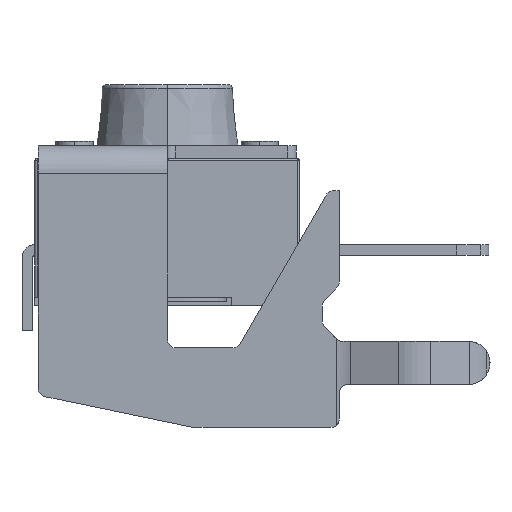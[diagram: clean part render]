
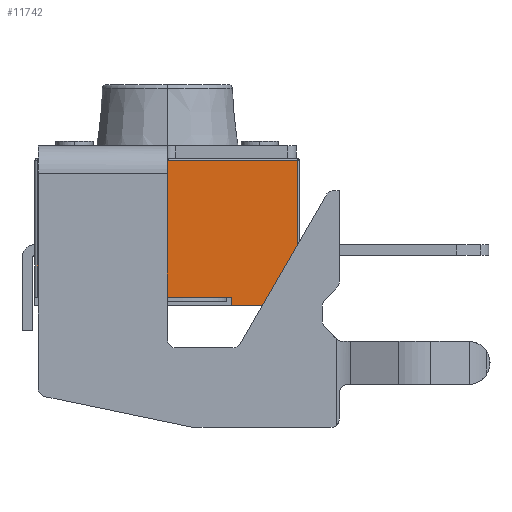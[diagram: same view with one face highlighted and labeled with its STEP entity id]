
A CAD part, left-side view. The second image highlights one B-rep face of the part: STEP entity #11742.
In plain terms, the highlighted planar face has unit normal (-1, 0, 0).
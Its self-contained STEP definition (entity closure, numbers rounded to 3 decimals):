
#8048 = CARTESIAN_POINT ( 'NONE',  ( -3.075, 2.51, -0.97 ) ) ;
#8203 = DIRECTION ( 'NONE',  ( 0., -1., 0. ) ) ;
#8204 = VECTOR ( 'NONE', #8203, 1000. ) ;
#8205 = CARTESIAN_POINT ( 'NONE',  ( -3.075, 7.075, -0.97 ) ) ;
#8206 = LINE ( 'NONE', #8205, #8204 ) ;
#8298 = CARTESIAN_POINT ( 'NONE',  ( -3.075, 5.49, -0.97 ) ) ;
#9060 = CARTESIAN_POINT ( 'NONE',  ( -3.075, 6.65, -0.97 ) ) ;
#9061 = CARTESIAN_POINT ( 'NONE',  ( -3.075, 7.025, -0.97 ) ) ;
#9062 = DIRECTION ( 'NONE',  ( 0., -1., 0. ) ) ;
#9063 = VECTOR ( 'NONE', #9062, 1000. ) ;
#9064 = CARTESIAN_POINT ( 'NONE',  ( -3.075, 7.075, -0.97 ) ) ;
#9065 = LINE ( 'NONE', #9064, #9063 ) ;
#9114 = FACE_OUTER_BOUND ( 'NONE', #11743, .T. ) ;
#9115 = CARTESIAN_POINT ( 'NONE',  ( -3.075, 1.35, -0.97 ) ) ;
#9116 = DIRECTION ( 'NONE',  ( 0., -1., 0. ) ) ;
#9117 = VECTOR ( 'NONE', #9116, 1000. ) ;
#9118 = CARTESIAN_POINT ( 'NONE',  ( -3.075, 7.075, -0.97 ) ) ;
#9119 = LINE ( 'NONE', #9118, #9117 ) ;
#9120 = CARTESIAN_POINT ( 'NONE',  ( -3.075, 0.975, -0.97 ) ) ;
#9137 = CARTESIAN_POINT ( 'NONE',  ( -3.075, 6.65, -1.17 ) ) ;
#9138 = DIRECTION ( 'NONE',  ( 0., 0., -1. ) ) ;
#9139 = VECTOR ( 'NONE', #9138, 1000. ) ;
#9140 = CARTESIAN_POINT ( 'NONE',  ( -3.075, 7.025, -0.97 ) ) ;
#9141 = LINE ( 'NONE', #9140, #9139 ) ;
#9142 = CARTESIAN_POINT ( 'NONE',  ( -3.075, 7.025, 2.2 ) ) ;
#9143 = DIRECTION ( 'NONE',  ( 0., 1., 0. ) ) ;
#9144 = VECTOR ( 'NONE', #9143, 1000. ) ;
#9145 = CARTESIAN_POINT ( 'NONE',  ( -3.075, 7.075, 2.2 ) ) ;
#9146 = LINE ( 'NONE', #9145, #9144 ) ;
#9147 = CARTESIAN_POINT ( 'NONE',  ( -3.075, 0.975, 2.2 ) ) ;
#9148 = DIRECTION ( 'NONE',  ( 0., 0., 1. ) ) ;
#9149 = VECTOR ( 'NONE', #9148, 1000. ) ;
#9150 = CARTESIAN_POINT ( 'NONE',  ( -3.075, 0.975, -0.97 ) ) ;
#9151 = DIRECTION ( 'NONE',  ( 0., 0., 1. ) ) ;
#9152 = DIRECTION ( 'NONE',  ( -1., 0., 0. ) ) ;
#9153 = CARTESIAN_POINT ( 'NONE',  ( -3.075, 7.075, -0.97 ) ) ;
#9154 = AXIS2_PLACEMENT_3D ( 'NONE', #9153, #9152, #9151 ) ;
#9155 = LINE ( 'NONE', #9150, #9149 ) ;
#9156 = PLANE ( 'NONE',  #9154 ) ;
#9237 = DIRECTION ( 'NONE',  ( 0., 0., 1. ) ) ;
#9238 = VECTOR ( 'NONE', #9237, 1000. ) ;
#9239 = CARTESIAN_POINT ( 'NONE',  ( -3.075, 1.35, -1.17 ) ) ;
#9240 = LINE ( 'NONE', #9239, #9238 ) ;
#9253 = CARTESIAN_POINT ( 'NONE',  ( -3.075, 5.49, -1.17 ) ) ;
#9254 = DIRECTION ( 'NONE',  ( 0., 1., 0. ) ) ;
#9255 = VECTOR ( 'NONE', #9254, 1000. ) ;
#9256 = CARTESIAN_POINT ( 'NONE',  ( -3.075, 6.65, -1.17 ) ) ;
#9257 = LINE ( 'NONE', #9256, #9255 ) ;
#9258 = DIRECTION ( 'NONE',  ( 0., 0., 1. ) ) ;
#9259 = VECTOR ( 'NONE', #9258, 1000. ) ;
#9260 = CARTESIAN_POINT ( 'NONE',  ( -3.075, 6.65, -1.17 ) ) ;
#9261 = LINE ( 'NONE', #9260, #9259 ) ;
#9298 = CARTESIAN_POINT ( 'NONE',  ( -3.075, 1.35, -1.17 ) ) ;
#9299 = DIRECTION ( 'NONE',  ( 0., 1., 0. ) ) ;
#9300 = VECTOR ( 'NONE', #9299, 1000. ) ;
#9301 = CARTESIAN_POINT ( 'NONE',  ( -3.075, 1.35, -1.17 ) ) ;
#9302 = LINE ( 'NONE', #9301, #9300 ) ;
#9303 = CARTESIAN_POINT ( 'NONE',  ( -3.075, 2.51, -1.17 ) ) ;
#9304 = DIRECTION ( 'NONE',  ( 0., 0., 1. ) ) ;
#9305 = VECTOR ( 'NONE', #9304, 1000. ) ;
#9306 = CARTESIAN_POINT ( 'NONE',  ( -3.075, 2.51, -1.17 ) ) ;
#9307 = LINE ( 'NONE', #9306, #9305 ) ;
#9308 = DIRECTION ( 'NONE',  ( 0., 0., 1. ) ) ;
#9309 = VECTOR ( 'NONE', #9308, 1000. ) ;
#9310 = CARTESIAN_POINT ( 'NONE',  ( -3.075, 5.49, -1.17 ) ) ;
#9311 = LINE ( 'NONE', #9310, #9309 ) ;
#11315 = VERTEX_POINT ( 'NONE', #8048 ) ;
#11373 = EDGE_CURVE ( 'NONE', #11394, #11315, #8206, .T. ) ;
#11394 = VERTEX_POINT ( 'NONE', #8298 ) ;
#11690 = EDGE_CURVE ( 'NONE', #11691, #11692, #9065, .T. ) ;
#11691 = VERTEX_POINT ( 'NONE', #9061 ) ;
#11692 = VERTEX_POINT ( 'NONE', #9060 ) ;
#11737 = VERTEX_POINT ( 'NONE', #9120 ) ;
#11739 = EDGE_CURVE ( 'NONE', #11740, #11737, #9119, .T. ) ;
#11740 = VERTEX_POINT ( 'NONE', #9115 ) ;
#11742 = ADVANCED_FACE ( 'NONE', ( #9114 ), #9156, .T. ) ;
#11743 = EDGE_LOOP ( 'NONE', ( #11744, #11745, #11748, #11751, #11753, #11754, #11819, #11822, #11824, #11825, #11828, #11804 ) ) ;
#11744 = ORIENTED_EDGE ( 'NONE', *, *, #11739, .T. ) ;
#11745 = ORIENTED_EDGE ( 'NONE', *, *, #11746, .T. ) ;
#11746 = EDGE_CURVE ( 'NONE', #11737, #11747, #9155, .T. ) ;
#11747 = VERTEX_POINT ( 'NONE', #9147 ) ;
#11748 = ORIENTED_EDGE ( 'NONE', *, *, #11749, .T. ) ;
#11749 = EDGE_CURVE ( 'NONE', #11747, #11750, #9146, .T. ) ;
#11750 = VERTEX_POINT ( 'NONE', #9142 ) ;
#11751 = ORIENTED_EDGE ( 'NONE', *, *, #11752, .T. ) ;
#11752 = EDGE_CURVE ( 'NONE', #11750, #11691, #9141, .T. ) ;
#11753 = ORIENTED_EDGE ( 'NONE', *, *, #11690, .T. ) ;
#11754 = ORIENTED_EDGE ( 'NONE', *, *, #11818, .F. ) ;
#11755 = VERTEX_POINT ( 'NONE', #9137 ) ;
#11804 = ORIENTED_EDGE ( 'NONE', *, *, #11805, .T. ) ;
#11805 = EDGE_CURVE ( 'NONE', #11830, #11740, #9240, .T. ) ;
#11818 = EDGE_CURVE ( 'NONE', #11755, #11692, #9261, .T. ) ;
#11819 = ORIENTED_EDGE ( 'NONE', *, *, #11820, .F. ) ;
#11820 = EDGE_CURVE ( 'NONE', #11821, #11755, #9257, .T. ) ;
#11821 = VERTEX_POINT ( 'NONE', #9253 ) ;
#11822 = ORIENTED_EDGE ( 'NONE', *, *, #11823, .T. ) ;
#11823 = EDGE_CURVE ( 'NONE', #11821, #11394, #9311, .T. ) ;
#11824 = ORIENTED_EDGE ( 'NONE', *, *, #11373, .T. ) ;
#11825 = ORIENTED_EDGE ( 'NONE', *, *, #11826, .F. ) ;
#11826 = EDGE_CURVE ( 'NONE', #11827, #11315, #9307, .T. ) ;
#11827 = VERTEX_POINT ( 'NONE', #9303 ) ;
#11828 = ORIENTED_EDGE ( 'NONE', *, *, #11829, .F. ) ;
#11829 = EDGE_CURVE ( 'NONE', #11830, #11827, #9302, .T. ) ;
#11830 = VERTEX_POINT ( 'NONE', #9298 ) ;
